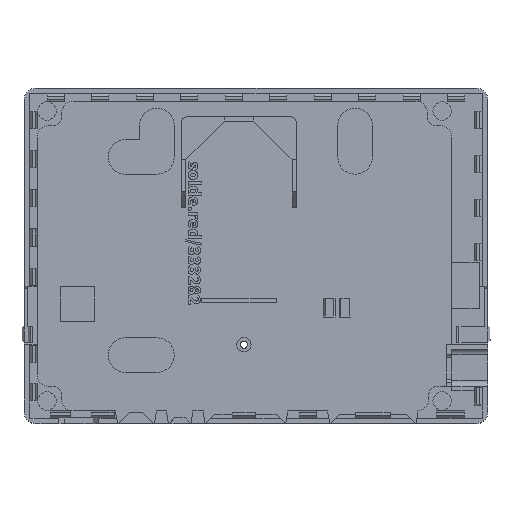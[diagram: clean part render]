
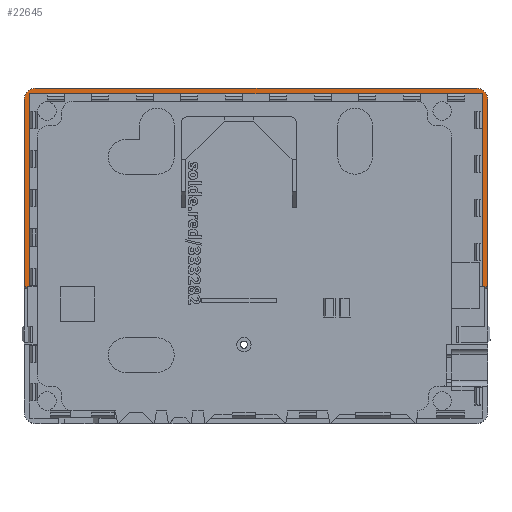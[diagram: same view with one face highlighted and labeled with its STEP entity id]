
A CAD part, top view. The second image highlights one B-rep face of the part: STEP entity #22645.
In plain terms, the highlighted planar face has unit normal (0, 0, 1).
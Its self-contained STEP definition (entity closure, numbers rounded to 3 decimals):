
#1482=FACE_OUTER_BOUND('',#2762,.T.);
#2762=EDGE_LOOP('',(#15843,#15844,#15845,#15846,#15847,#15848,#15849,#15850,
#15851,#15852,#15853,#15854));
#3973=CIRCLE('',#23938,4.);
#3974=CIRCLE('',#23939,4.);
#4591=LINE('',#31743,#7129);
#4594=LINE('',#31748,#7132);
#4596=LINE('',#31752,#7134);
#4598=LINE('',#31756,#7136);
#4599=LINE('',#31758,#7137);
#4600=LINE('',#31760,#7138);
#4601=LINE('',#31764,#7139);
#4602=LINE('',#31768,#7140);
#4603=LINE('',#31770,#7141);
#4604=LINE('',#31771,#7142);
#7129=VECTOR('',#25560,10.);
#7132=VECTOR('',#25565,10.);
#7134=VECTOR('',#25569,10.);
#7136=VECTOR('',#25573,10.);
#7137=VECTOR('',#25574,10.);
#7138=VECTOR('',#25575,10.);
#7139=VECTOR('',#25578,10.);
#7140=VECTOR('',#25581,10.);
#7141=VECTOR('',#25582,10.);
#7142=VECTOR('',#25583,10.);
#9832=VERTEX_POINT('',#31741);
#9833=VERTEX_POINT('',#31742);
#9834=VERTEX_POINT('',#31747);
#9835=VERTEX_POINT('',#31751);
#9836=VERTEX_POINT('',#31755);
#9837=VERTEX_POINT('',#31757);
#9838=VERTEX_POINT('',#31759);
#9839=VERTEX_POINT('',#31761);
#9840=VERTEX_POINT('',#31763);
#9841=VERTEX_POINT('',#31765);
#9842=VERTEX_POINT('',#31767);
#9843=VERTEX_POINT('',#31769);
#12234=EDGE_CURVE('',#9832,#9833,#4591,.T.);
#12237=EDGE_CURVE('',#9834,#9832,#4594,.T.);
#12239=EDGE_CURVE('',#9835,#9834,#4596,.T.);
#12241=EDGE_CURVE('',#9833,#9836,#4598,.T.);
#12242=EDGE_CURVE('',#9836,#9837,#4599,.T.);
#12243=EDGE_CURVE('',#9837,#9838,#4600,.T.);
#12244=EDGE_CURVE('',#9839,#9838,#3973,.T.);
#12245=EDGE_CURVE('',#9839,#9840,#4601,.T.);
#12246=EDGE_CURVE('',#9841,#9840,#3974,.T.);
#12247=EDGE_CURVE('',#9841,#9842,#4602,.T.);
#12248=EDGE_CURVE('',#9842,#9843,#4603,.T.);
#12249=EDGE_CURVE('',#9843,#9835,#4604,.T.);
#15843=ORIENTED_EDGE('',*,*,#12239,.T.);
#15844=ORIENTED_EDGE('',*,*,#12237,.T.);
#15845=ORIENTED_EDGE('',*,*,#12234,.T.);
#15846=ORIENTED_EDGE('',*,*,#12241,.T.);
#15847=ORIENTED_EDGE('',*,*,#12242,.T.);
#15848=ORIENTED_EDGE('',*,*,#12243,.T.);
#15849=ORIENTED_EDGE('',*,*,#12244,.F.);
#15850=ORIENTED_EDGE('',*,*,#12245,.T.);
#15851=ORIENTED_EDGE('',*,*,#12246,.F.);
#15852=ORIENTED_EDGE('',*,*,#12247,.T.);
#15853=ORIENTED_EDGE('',*,*,#12248,.T.);
#15854=ORIENTED_EDGE('',*,*,#12249,.T.);
#21857=PLANE('',#23937);
#22645=ADVANCED_FACE('',(#1482),#21857,.T.);
#23937=AXIS2_PLACEMENT_3D('',#31754,#25571,#25572);
#23938=AXIS2_PLACEMENT_3D('',#31762,#25576,#25577);
#23939=AXIS2_PLACEMENT_3D('',#31766,#25579,#25580);
#25560=DIRECTION('',(0.,-1.,0.));
#25565=DIRECTION('',(1.,0.,0.));
#25569=DIRECTION('',(0.,1.,0.));
#25571=DIRECTION('center_axis',(0.,0.,1.));
#25572=DIRECTION('ref_axis',(1.,0.,0.));
#25573=DIRECTION('',(1.,0.,0.));
#25574=DIRECTION('',(1.,0.,0.));
#25575=DIRECTION('',(0.,1.,0.));
#25576=DIRECTION('center_axis',(0.,0.,-1.));
#25577=DIRECTION('ref_axis',(0.707,0.707,0.));
#25578=DIRECTION('',(-1.,0.,0.));
#25579=DIRECTION('center_axis',(0.,0.,-1.));
#25580=DIRECTION('ref_axis',(-0.707,0.707,0.));
#25581=DIRECTION('',(0.,-1.,0.));
#25582=DIRECTION('',(1.,0.,0.));
#25583=DIRECTION('',(1.,0.,0.));
#31741=CARTESIAN_POINT('',(82.75,56.5,8.5));
#31742=CARTESIAN_POINT('',(82.75,-10.75,8.5));
#31743=CARTESIAN_POINT('',(82.75,28.25,8.5));
#31747=CARTESIAN_POINT('',(-74.75,56.5,8.5));
#31748=CARTESIAN_POINT('',(-35.375,56.5,8.5));
#31751=CARTESIAN_POINT('',(-74.75,-10.75,8.5));
#31752=CARTESIAN_POINT('',(-74.75,-5.375,8.5));
#31754=CARTESIAN_POINT('Origin',(4.,0.,8.5));
#31755=CARTESIAN_POINT('',(83.7,-10.75,8.5));
#31756=CARTESIAN_POINT('',(42.85,-10.75,8.5));
#31757=CARTESIAN_POINT('',(84.7,-10.75,8.5));
#31758=CARTESIAN_POINT('',(42.85,-10.75,8.5));
#31759=CARTESIAN_POINT('',(84.7,54.4,8.5));
#31760=CARTESIAN_POINT('',(84.7,-58.4,8.5));
#31761=CARTESIAN_POINT('',(80.7,58.4,8.5));
#31762=CARTESIAN_POINT('Origin',(80.7,54.4,8.5));
#31763=CARTESIAN_POINT('',(-72.7,58.4,8.5));
#31764=CARTESIAN_POINT('',(84.7,58.4,8.5));
#31765=CARTESIAN_POINT('',(-76.7,54.4,8.5));
#31766=CARTESIAN_POINT('Origin',(-72.7,54.4,8.5));
#31767=CARTESIAN_POINT('',(-76.7,-10.75,8.5));
#31768=CARTESIAN_POINT('',(-76.7,58.4,8.5));
#31769=CARTESIAN_POINT('',(-75.7,-10.75,8.5));
#31770=CARTESIAN_POINT('',(-36.35,-10.75,8.5));
#31771=CARTESIAN_POINT('',(-36.35,-10.75,8.5));
